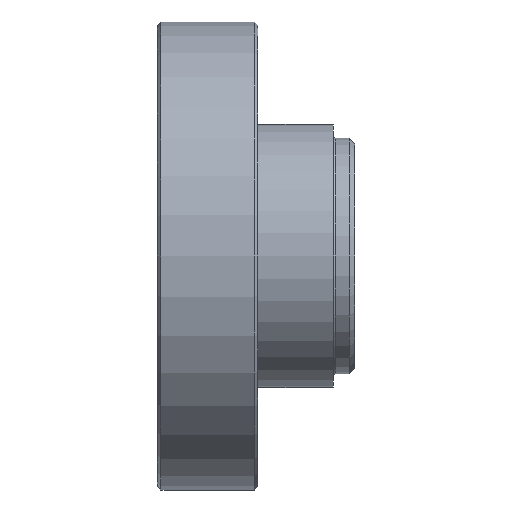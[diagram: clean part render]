
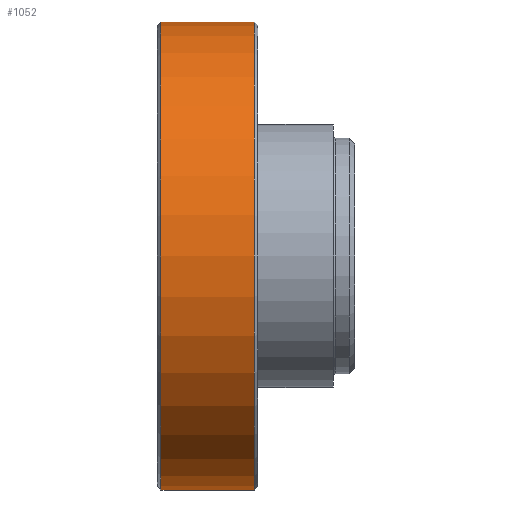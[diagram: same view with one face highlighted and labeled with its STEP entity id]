
A CAD part, front view. The second image highlights one B-rep face of the part: STEP entity #1052.
In plain terms, the highlighted cylindrical face has radius 16.891 mm (diameter 33.782 mm), a partial arc.
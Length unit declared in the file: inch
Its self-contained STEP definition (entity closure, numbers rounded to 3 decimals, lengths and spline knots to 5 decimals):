
#27 = ORIENTED_EDGE ( 'NONE', *, *, #252, .T. ) ;
#44 = VERTEX_POINT ( 'NONE', #515 ) ;
#71 = DIRECTION ( 'NONE',  ( -1., 0., 0. ) ) ;
#96 = DIRECTION ( 'NONE',  ( 1., 0., 0. ) ) ;
#123 = EDGE_LOOP ( 'NONE', ( #847, #27, #890, #905 ) ) ;
#147 = CIRCLE ( 'NONE', #1446, 0.665 ) ;
#193 = CARTESIAN_POINT ( 'NONE',  ( 0., 0., 0. ) ) ;
#252 = EDGE_CURVE ( 'NONE', #718, #1506, #147, .T. ) ;
#258 = CARTESIAN_POINT ( 'NONE',  ( 0.275, 0., -0.665 ) ) ;
#308 = CARTESIAN_POINT ( 'NONE',  ( 0.275, 0., 0. ) ) ;
#362 = VECTOR ( 'NONE', #71, 39.37008 ) ;
#401 = CARTESIAN_POINT ( 'NONE',  ( 0., 0., 0.665 ) ) ;
#414 = AXIS2_PLACEMENT_3D ( 'NONE', #437, #96, #1083 ) ;
#433 = EDGE_CURVE ( 'NONE', #1506, #44, #1024, .T. ) ;
#434 = DIRECTION ( 'NONE',  ( -1., 0., 0. ) ) ;
#435 = FACE_OUTER_BOUND ( 'NONE', #123, .T. ) ;
#437 = CARTESIAN_POINT ( 'NONE',  ( 0.01, 0., 0. ) ) ;
#453 = DIRECTION ( 'NONE',  ( 0., 0., 1. ) ) ;
#515 = CARTESIAN_POINT ( 'NONE',  ( 0.01, 0., 0.665 ) ) ;
#546 = DIRECTION ( 'NONE',  ( -1., 0., 0. ) ) ;
#563 = VERTEX_POINT ( 'NONE', #1573 ) ;
#708 = CARTESIAN_POINT ( 'NONE',  ( 0., 0., -0.665 ) ) ;
#718 = VERTEX_POINT ( 'NONE', #258 ) ;
#808 = CYLINDRICAL_SURFACE ( 'NONE', #1415, 0.665 ) ;
#839 = LINE ( 'NONE', #708, #362 ) ;
#847 = ORIENTED_EDGE ( 'NONE', *, *, #1558, .F. ) ;
#890 = ORIENTED_EDGE ( 'NONE', *, *, #433, .T. ) ;
#905 = ORIENTED_EDGE ( 'NONE', *, *, #1547, .T. ) ;
#1021 = CARTESIAN_POINT ( 'NONE',  ( 0.275, 0., 0.665 ) ) ;
#1024 = LINE ( 'NONE', #401, #1040 ) ;
#1040 = VECTOR ( 'NONE', #546, 39.37008 ) ;
#1052 = ADVANCED_FACE ( 'NONE', ( #435 ), #808, .T. ) ;
#1083 = DIRECTION ( 'NONE',  ( 0., 0., -1. ) ) ;
#1353 = CIRCLE ( 'NONE', #414, 0.665 ) ;
#1415 = AXIS2_PLACEMENT_3D ( 'NONE', #193, #1432, #453 ) ;
#1432 = DIRECTION ( 'NONE',  ( -1., 0., 0. ) ) ;
#1442 = DIRECTION ( 'NONE',  ( 0., 0., 1. ) ) ;
#1446 = AXIS2_PLACEMENT_3D ( 'NONE', #308, #434, #1442 ) ;
#1506 = VERTEX_POINT ( 'NONE', #1021 ) ;
#1547 = EDGE_CURVE ( 'NONE', #44, #563, #1353, .T. ) ;
#1558 = EDGE_CURVE ( 'NONE', #718, #563, #839, .T. ) ;
#1573 = CARTESIAN_POINT ( 'NONE',  ( 0.01, 0., -0.665 ) ) ;
